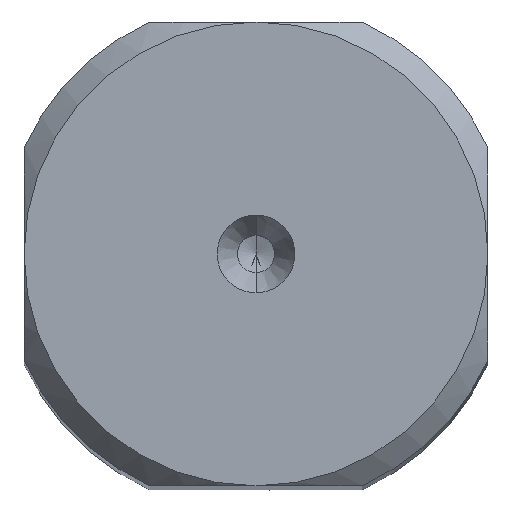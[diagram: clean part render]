
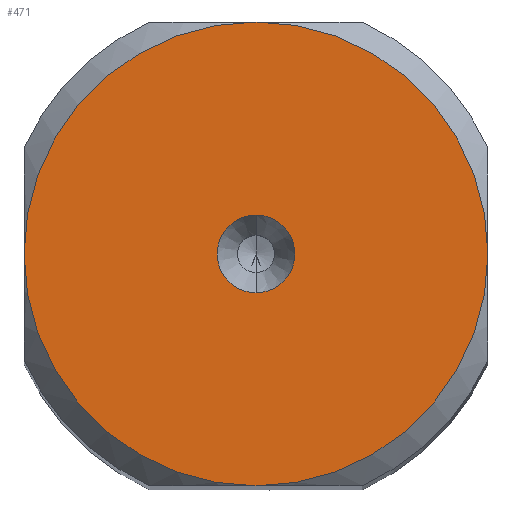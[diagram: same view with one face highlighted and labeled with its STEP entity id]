
A CAD part, top view. The second image highlights one B-rep face of the part: STEP entity #471.
In plain terms, the highlighted planar face has unit normal (0, 0, 1).
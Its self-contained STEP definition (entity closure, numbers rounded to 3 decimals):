
#471=ADVANCED_FACE('',(#591,#592),#563,.T.);
#563=PLANE('',#1755);
#591=FACE_BOUND('',#599,.T.);
#592=FACE_BOUND('',#600,.T.);
#599=EDGE_LOOP('',(#695,#696,#697,#698));
#600=EDGE_LOOP('',(#699,#700));
#695=ORIENTED_EDGE('',*,*,#1353,.T.);
#696=ORIENTED_EDGE('',*,*,#1354,.T.);
#697=ORIENTED_EDGE('',*,*,#1355,.T.);
#698=ORIENTED_EDGE('',*,*,#1356,.T.);
#699=ORIENTED_EDGE('',*,*,#1357,.T.);
#700=ORIENTED_EDGE('',*,*,#1358,.T.);
#1191=VERTEX_POINT('',#2429);
#1192=VERTEX_POINT('',#2430);
#1193=VERTEX_POINT('',#2432);
#1194=VERTEX_POINT('',#2434);
#1195=VERTEX_POINT('',#2437);
#1196=VERTEX_POINT('',#2438);
#1353=EDGE_CURVE('',#1191,#1192,#1601,.T.);
#1354=EDGE_CURVE('',#1192,#1193,#1602,.T.);
#1355=EDGE_CURVE('',#1193,#1194,#1603,.T.);
#1356=EDGE_CURVE('',#1194,#1191,#1604,.T.);
#1357=EDGE_CURVE('',#1195,#1196,#1605,.T.);
#1358=EDGE_CURVE('',#1196,#1195,#1606,.T.);
#1601=CIRCLE('',#1749,10.);
#1602=CIRCLE('',#1750,10.);
#1603=CIRCLE('',#1751,10.);
#1604=CIRCLE('',#1752,10.);
#1605=CIRCLE('',#1753,1.675);
#1606=CIRCLE('',#1754,1.675);
#1749=AXIS2_PLACEMENT_3D('',#2428,#1951,#1952);
#1750=AXIS2_PLACEMENT_3D('',#2431,#1953,#1954);
#1751=AXIS2_PLACEMENT_3D('',#2433,#1955,#1956);
#1752=AXIS2_PLACEMENT_3D('',#2435,#1957,#1958);
#1753=AXIS2_PLACEMENT_3D('',#2436,#1959,#1960);
#1754=AXIS2_PLACEMENT_3D('',#2439,#1961,#1962);
#1755=AXIS2_PLACEMENT_3D('',#2440,#1963,#1964);
#1951=DIRECTION('',(0.,0.,1.));
#1952=DIRECTION('',(0.,1.,0.));
#1953=DIRECTION('',(0.,0.,1.));
#1954=DIRECTION('',(-1.,0.,0.));
#1955=DIRECTION('',(0.,0.,1.));
#1956=DIRECTION('',(0.,-1.,0.));
#1957=DIRECTION('',(0.,0.,1.));
#1958=DIRECTION('',(1.,0.,0.));
#1959=DIRECTION('',(0.,0.,-1.));
#1960=DIRECTION('',(0.,1.,0.));
#1961=DIRECTION('',(0.,0.,-1.));
#1962=DIRECTION('',(0.,-1.,0.));
#1963=DIRECTION('',(0.,0.,1.));
#1964=DIRECTION('',(-1.,0.,0.));
#2428=CARTESIAN_POINT('',(0.,0.,0.));
#2429=CARTESIAN_POINT('',(0.,10.,0.));
#2430=CARTESIAN_POINT('',(-10.,0.,0.));
#2431=CARTESIAN_POINT('',(0.,0.,0.));
#2432=CARTESIAN_POINT('',(0.,-10.,0.));
#2433=CARTESIAN_POINT('',(0.,0.,0.));
#2434=CARTESIAN_POINT('',(10.,0.,0.));
#2435=CARTESIAN_POINT('',(0.,0.,0.));
#2436=CARTESIAN_POINT('',(0.,0.,0.));
#2437=CARTESIAN_POINT('',(0.,1.675,0.));
#2438=CARTESIAN_POINT('',(0.,-1.675,0.));
#2439=CARTESIAN_POINT('',(0.,0.,0.));
#2440=CARTESIAN_POINT('',(0.,0.,0.));
